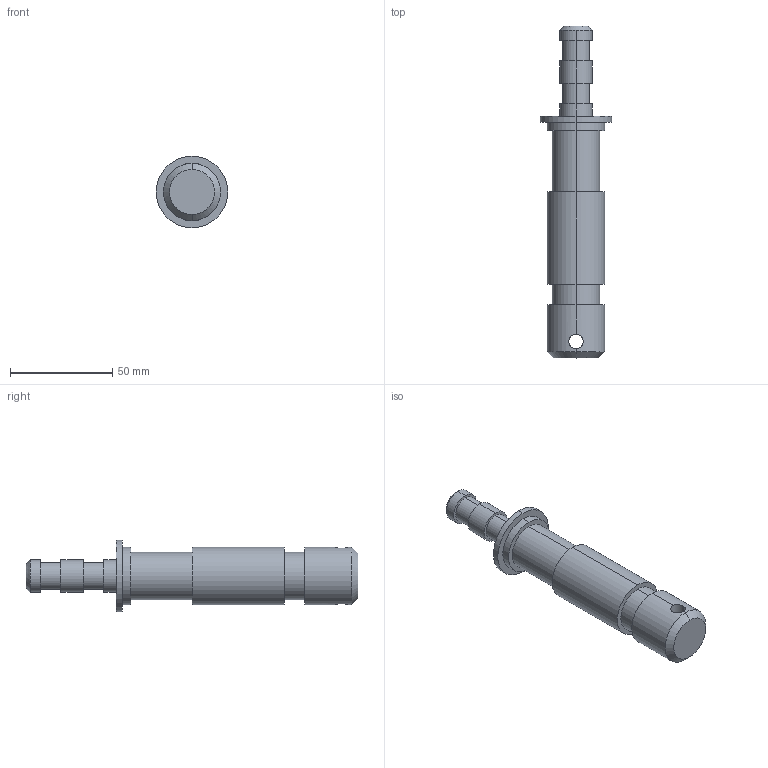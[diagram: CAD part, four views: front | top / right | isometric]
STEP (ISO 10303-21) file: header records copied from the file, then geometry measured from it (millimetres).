
FILE_DESCRIPTION (( 'STEP AP203' ), '1' );
FILE_NAME ('G1191.STEP', '2019-10-22T14:06:25', ( '' ), ( '' ), 'SwSTEP 2.0', 'SolidWorks 2019', '' );
FILE_SCHEMA (( 'CONFIG_CONTROL_DESIGN' ));
Length unit declared in the file: millimetre
Products named in the file (1): G1191
Bounding box: 34.92 x 162 x 34.92 mm (x, y, z)
Volume: 71565.4 mm3; surface area: 15110.6 mm2
Topology: 1 solids, 1 shells, 40 faces, 86 edges, 56 vertices
Faces by surface type: cylinder 24, plane 12, cone 4
Entity records: 1301 total; most frequent: CARTESIAN_POINT 313, DIRECTION 208, ORIENTED_EDGE 172, AXIS2_PLACEMENT_3D 89, EDGE_CURVE 86, VERTEX_POINT 56, EDGE_LOOP 50, CIRCLE 48
